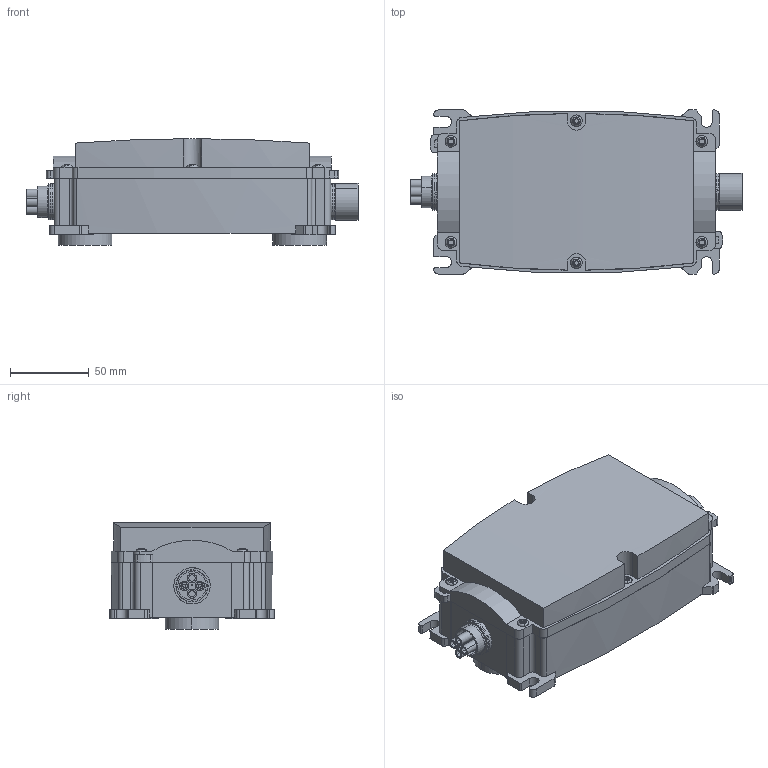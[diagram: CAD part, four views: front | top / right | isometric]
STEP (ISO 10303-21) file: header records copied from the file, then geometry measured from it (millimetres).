
FILE_DESCRIPTION(('CATIA V5 STEP Exchange','CAx-IF Rec.Pracs.--- Model Styling and Organization---1.5--- 2016-08-15','CAx-IF Rec.Pracs.---Supplemental Geometry---1.0---2011-11-01','CAx-IF Rec.Pracs.--- Composite Materials ---1.1---2010-07-15'),'2;1');
FILE_NAME ('D1641001_0', '2025-01-13T09:46:37+00:00', ('none'), ('Weidmueller'), 'CATIA Version 5-6 Release 2022 SP4 HF5', 'CATIA V5 STEP AP214 v3', 'none');
FILE_SCHEMA(('AUTOMOTIVE_DESIGN { 1 0 10303 214 1 1 1 1 }'));
Length unit declared in the file: millimetre
Products named in the file (1): S3D_FP_MONO_DC_RC_MF_MA_SP
Bounding box: 210.4 x 104 x 67.5 mm (x, y, z)
Volume: 978994.9 mm3; surface area: 75328.3 mm2
Topology: 1 solids, 1 shells, 494 faces, 1306 edges, 858 vertices
Faces by surface type: plane 215, cylinder 175, extrusion 76, torus 16, sphere 12
Entity records: 16308 total; most frequent: CARTESIAN_POINT 4434, ORIENTED_EDGE 2612, DIRECTION 1758, EDGE_CURVE 1306, VERTEX_POINT 858, VECTOR 768, AXIS2_PLACEMENT_3D 714, LINE 692
